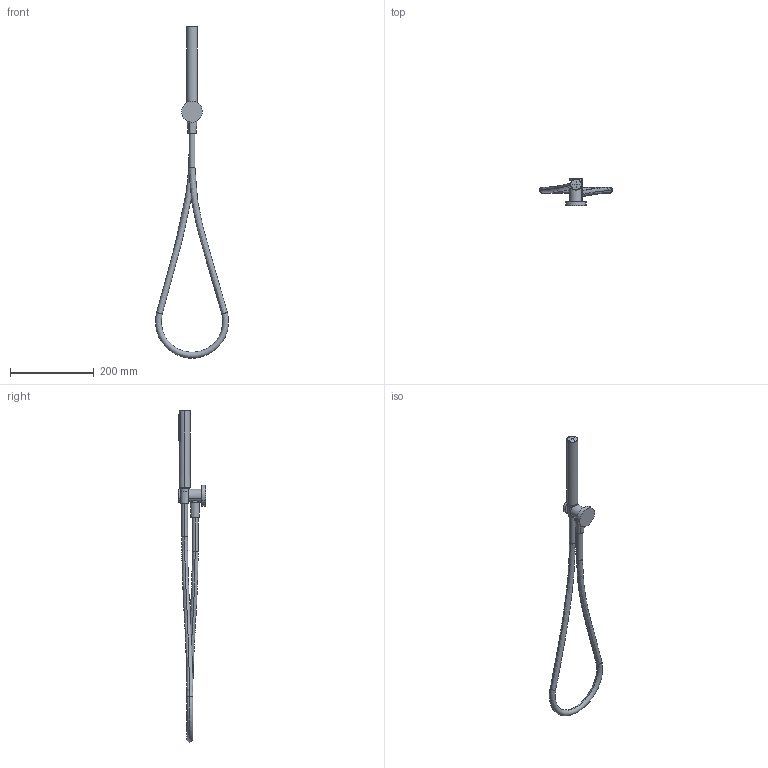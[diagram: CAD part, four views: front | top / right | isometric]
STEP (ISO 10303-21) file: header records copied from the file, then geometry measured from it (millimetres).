
FILE_DESCRIPTION(('CATIA V5 STEP Exchange','CAx-IF Rec.Pracs.--- Model Styling and Organization---1.5--- 2016-08-15','CAx-IF Rec.Pracs.---Supplemental Geometry---1.0---2011-11-01','CAx-IF Rec.Pracs.--- Composite Materials ---3.4---2017-06-13','CAx-IF Rec.Pracs.---Tessellated 3D Geometry---1.0---2015-12-17'),'2;1');
FILE_NAME('H2003030xx - rendering.stp','2024-01-30T14:30:01+00:00',('none'),('none'),'CATIA Version 5-6 Release 2020 SP2','CATIA V5 STEP AP242 v2','none');
FILE_SCHEMA(('AP242_MANAGED_MODEL_BASED_3D_ENGINEERING_MIM_LF {1 0 10303 442 1 1 4}'));
Length unit declared in the file: millimetre
Products named in the file (1): Product1_AllCATPart
Bounding box: 173.46 x 65 x 790.67 mm (x, y, z)
Volume: 356884.6 mm3; surface area: 89885.5 mm2
Topology: 2 solids, 2 shells, 260 faces, 542 edges, 353 vertices
Faces by surface type: cylinder 211, plane 21, cone 12, torus 8, bspline 4, sphere 4
Entity records: 11251 total; most frequent: CARTESIAN_POINT 6325, ORIENTED_EDGE 1076, DIRECTION 729, EDGE_CURVE 538, VERTEX_POINT 353, EDGE_LOOP 333, AXIS2_PLACEMENT_3D 303, B_SPLINE_CURVE_WITH_KNOTS 297
